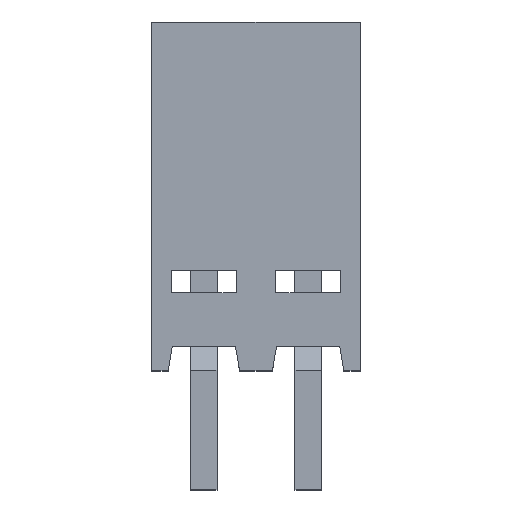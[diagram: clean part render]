
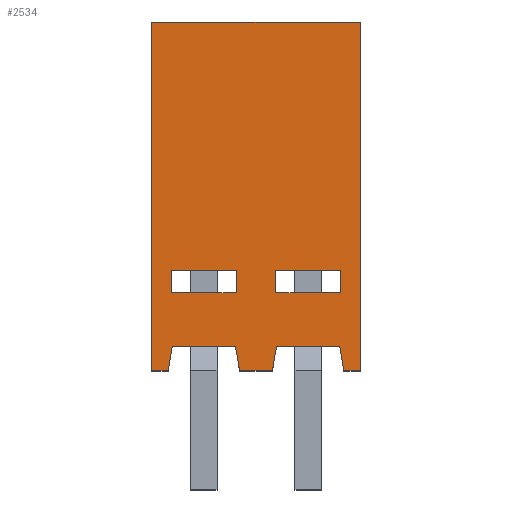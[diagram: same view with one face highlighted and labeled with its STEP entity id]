
A CAD part, top view. The second image highlights one B-rep face of the part: STEP entity #2534.
In plain terms, the highlighted planar face has unit normal (0, 0, 1).
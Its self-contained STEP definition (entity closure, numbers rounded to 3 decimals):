
#589=DIRECTION('',(0.164,-0.986,0.));
#590=VECTOR('',#589,0.608);
#591=CARTESIAN_POINT('',(2.04,-3.65,1.27));
#592=LINE('',#591,#590);
#593=DIRECTION('',(1.,0.,0.));
#594=VECTOR('',#593,1.54);
#595=CARTESIAN_POINT('',(0.5,-3.65,1.27));
#596=LINE('',#595,#594);
#597=DIRECTION('',(0.164,0.986,0.));
#598=VECTOR('',#597,0.608);
#599=CARTESIAN_POINT('',(0.4,-4.25,1.27));
#600=LINE('',#599,#598);
#601=DIRECTION('',(1.,0.,0.));
#602=VECTOR('',#601,0.8);
#603=CARTESIAN_POINT('',(-0.4,-4.25,1.27));
#604=LINE('',#603,#602);
#605=DIRECTION('',(0.164,-0.986,0.));
#606=VECTOR('',#605,0.608);
#607=CARTESIAN_POINT('',(-0.5,-3.65,1.27));
#608=LINE('',#607,#606);
#609=DIRECTION('',(1.,0.,0.));
#610=VECTOR('',#609,1.54);
#611=CARTESIAN_POINT('',(-2.04,-3.65,1.27));
#612=LINE('',#611,#610);
#613=DIRECTION('',(0.164,0.986,0.));
#614=VECTOR('',#613,0.608);
#615=CARTESIAN_POINT('',(-2.14,-4.25,1.27));
#616=LINE('',#615,#614);
#617=DIRECTION('',(1.,0.,0.));
#618=VECTOR('',#617,0.4);
#619=CARTESIAN_POINT('',(-2.54,-4.25,1.27));
#620=LINE('',#619,#618);
#621=DIRECTION('',(0.,-1.,0.));
#622=VECTOR('',#621,8.5);
#623=CARTESIAN_POINT('',(-2.54,4.25,1.27));
#624=LINE('',#623,#622);
#625=DIRECTION('',(-1.,0.,0.));
#626=VECTOR('',#625,5.08);
#627=CARTESIAN_POINT('',(2.54,4.25,1.27));
#628=LINE('',#627,#626);
#629=DIRECTION('',(0.,1.,0.));
#630=VECTOR('',#629,8.5);
#631=CARTESIAN_POINT('',(2.54,-4.25,1.27));
#632=LINE('',#631,#630);
#633=DIRECTION('',(1.,0.,0.));
#634=VECTOR('',#633,0.4);
#635=CARTESIAN_POINT('',(2.14,-4.25,1.27));
#636=LINE('',#635,#634);
#637=DIRECTION('',(0.,-1.,0.));
#638=VECTOR('',#637,0.55);
#639=CARTESIAN_POINT('',(-2.055,-1.8,1.27));
#640=LINE('',#639,#638);
#641=DIRECTION('',(1.,0.,0.));
#642=VECTOR('',#641,1.57);
#643=CARTESIAN_POINT('',(-2.055,-2.35,1.27));
#644=LINE('',#643,#642);
#645=DIRECTION('',(0.,1.,0.));
#646=VECTOR('',#645,0.55);
#647=CARTESIAN_POINT('',(-0.485,-2.35,1.27));
#648=LINE('',#647,#646);
#649=DIRECTION('',(-1.,0.,0.));
#650=VECTOR('',#649,1.57);
#651=CARTESIAN_POINT('',(-0.485,-1.8,1.27));
#652=LINE('',#651,#650);
#653=DIRECTION('',(0.,-1.,0.));
#654=VECTOR('',#653,0.55);
#655=CARTESIAN_POINT('',(0.485,-1.8,1.27));
#656=LINE('',#655,#654);
#657=DIRECTION('',(1.,0.,0.));
#658=VECTOR('',#657,1.57);
#659=CARTESIAN_POINT('',(0.485,-2.35,1.27));
#660=LINE('',#659,#658);
#661=DIRECTION('',(0.,1.,0.));
#662=VECTOR('',#661,0.55);
#663=CARTESIAN_POINT('',(2.055,-2.35,1.27));
#664=LINE('',#663,#662);
#665=DIRECTION('',(-1.,0.,0.));
#666=VECTOR('',#665,1.57);
#667=CARTESIAN_POINT('',(2.055,-1.8,1.27));
#668=LINE('',#667,#666);
#1241=CARTESIAN_POINT('',(-2.54,4.25,1.27));
#1242=CARTESIAN_POINT('',(-2.54,-4.25,1.27));
#1243=VERTEX_POINT('',#1241);
#1244=VERTEX_POINT('',#1242);
#1245=CARTESIAN_POINT('',(2.54,-4.25,1.27));
#1246=CARTESIAN_POINT('',(2.54,4.25,1.27));
#1247=VERTEX_POINT('',#1245);
#1248=VERTEX_POINT('',#1246);
#1305=CARTESIAN_POINT('',(-0.5,-3.65,1.27));
#1306=CARTESIAN_POINT('',(-0.4,-4.25,1.27));
#1307=VERTEX_POINT('',#1305);
#1308=VERTEX_POINT('',#1306);
#1309=CARTESIAN_POINT('',(-2.14,-4.25,1.27));
#1310=CARTESIAN_POINT('',(-2.04,-3.65,1.27));
#1311=VERTEX_POINT('',#1309);
#1312=VERTEX_POINT('',#1310);
#1329=CARTESIAN_POINT('',(-2.055,-1.8,1.27));
#1330=CARTESIAN_POINT('',(-2.055,-2.35,1.27));
#1331=VERTEX_POINT('',#1329);
#1332=VERTEX_POINT('',#1330);
#1333=CARTESIAN_POINT('',(-0.485,-2.35,1.27));
#1334=VERTEX_POINT('',#1333);
#1335=CARTESIAN_POINT('',(-0.485,-1.8,1.27));
#1336=VERTEX_POINT('',#1335);
#1465=CARTESIAN_POINT('',(2.04,-3.65,1.27));
#1466=CARTESIAN_POINT('',(2.14,-4.25,1.27));
#1467=VERTEX_POINT('',#1465);
#1468=VERTEX_POINT('',#1466);
#1469=CARTESIAN_POINT('',(0.4,-4.25,1.27));
#1470=CARTESIAN_POINT('',(0.5,-3.65,1.27));
#1471=VERTEX_POINT('',#1469);
#1472=VERTEX_POINT('',#1470);
#1497=CARTESIAN_POINT('',(0.485,-1.8,1.27));
#1498=CARTESIAN_POINT('',(0.485,-2.35,1.27));
#1499=VERTEX_POINT('',#1497);
#1500=VERTEX_POINT('',#1498);
#1501=CARTESIAN_POINT('',(2.055,-2.35,1.27));
#1502=VERTEX_POINT('',#1501);
#1503=CARTESIAN_POINT('',(2.055,-1.8,1.27));
#1504=VERTEX_POINT('',#1503);
#2494=CARTESIAN_POINT('',(0.,0.,1.27));
#2495=DIRECTION('',(0.,0.,1.));
#2496=DIRECTION('',(1.,0.,0.));
#2497=AXIS2_PLACEMENT_3D('',#2494,#2495,#2496);
#2498=PLANE('',#2497);
#2499=ORIENTED_EDGE('',*,*,#1717,.F.);
#2501=ORIENTED_EDGE('',*,*,#2500,.F.);
#2503=ORIENTED_EDGE('',*,*,#2502,.F.);
#2504=ORIENTED_EDGE('',*,*,#1866,.F.);
#2505=ORIENTED_EDGE('',*,*,#2113,.F.);
#2506=ORIENTED_EDGE('',*,*,#2137,.F.);
#2507=ORIENTED_EDGE('',*,*,#2169,.F.);
#2508=ORIENTED_EDGE('',*,*,#1802,.F.);
#2509=ORIENTED_EDGE('',*,*,#1884,.F.);
#2510=ORIENTED_EDGE('',*,*,#1904,.F.);
#2511=ORIENTED_EDGE('',*,*,#1933,.F.);
#2512=ORIENTED_EDGE('',*,*,#1840,.F.);
#2513=EDGE_LOOP('',(#2499,#2501,#2503,#2504,#2505,#2506,#2507,#2508,#2509,#2510,
#2511,#2512));
#2514=FACE_OUTER_BOUND('',#2513,.F.);
#2516=ORIENTED_EDGE('',*,*,#2515,.T.);
#2517=ORIENTED_EDGE('',*,*,#2465,.T.);
#2519=ORIENTED_EDGE('',*,*,#2518,.T.);
#2521=ORIENTED_EDGE('',*,*,#2520,.T.);
#2522=EDGE_LOOP('',(#2516,#2517,#2519,#2521));
#2523=FACE_BOUND('',#2522,.F.);
#2525=ORIENTED_EDGE('',*,*,#2524,.T.);
#2527=ORIENTED_EDGE('',*,*,#2526,.T.);
#2529=ORIENTED_EDGE('',*,*,#2528,.T.);
#2531=ORIENTED_EDGE('',*,*,#2530,.T.);
#2532=EDGE_LOOP('',(#2525,#2527,#2529,#2531));
#2533=FACE_BOUND('',#2532,.F.);
#2534=ADVANCED_FACE('',(#2514,#2523,#2533),#2498,.T.);
#1717=EDGE_CURVE('',#1467,#1468,#592,.T.);
#1802=EDGE_CURVE('',#1244,#1311,#620,.T.);
#1840=EDGE_CURVE('',#1468,#1247,#636,.T.);
#1866=EDGE_CURVE('',#1308,#1471,#604,.T.);
#1884=EDGE_CURVE('',#1243,#1244,#624,.T.);
#1904=EDGE_CURVE('',#1248,#1243,#628,.T.);
#1933=EDGE_CURVE('',#1247,#1248,#632,.T.);
#2113=EDGE_CURVE('',#1307,#1308,#608,.T.);
#2137=EDGE_CURVE('',#1312,#1307,#612,.T.);
#2169=EDGE_CURVE('',#1311,#1312,#616,.T.);
#2465=EDGE_CURVE('',#1332,#1334,#644,.T.);
#2500=EDGE_CURVE('',#1472,#1467,#596,.T.);
#2502=EDGE_CURVE('',#1471,#1472,#600,.T.);
#2515=EDGE_CURVE('',#1331,#1332,#640,.T.);
#2518=EDGE_CURVE('',#1334,#1336,#648,.T.);
#2520=EDGE_CURVE('',#1336,#1331,#652,.T.);
#2524=EDGE_CURVE('',#1499,#1500,#656,.T.);
#2526=EDGE_CURVE('',#1500,#1502,#660,.T.);
#2528=EDGE_CURVE('',#1502,#1504,#664,.T.);
#2530=EDGE_CURVE('',#1504,#1499,#668,.T.);
